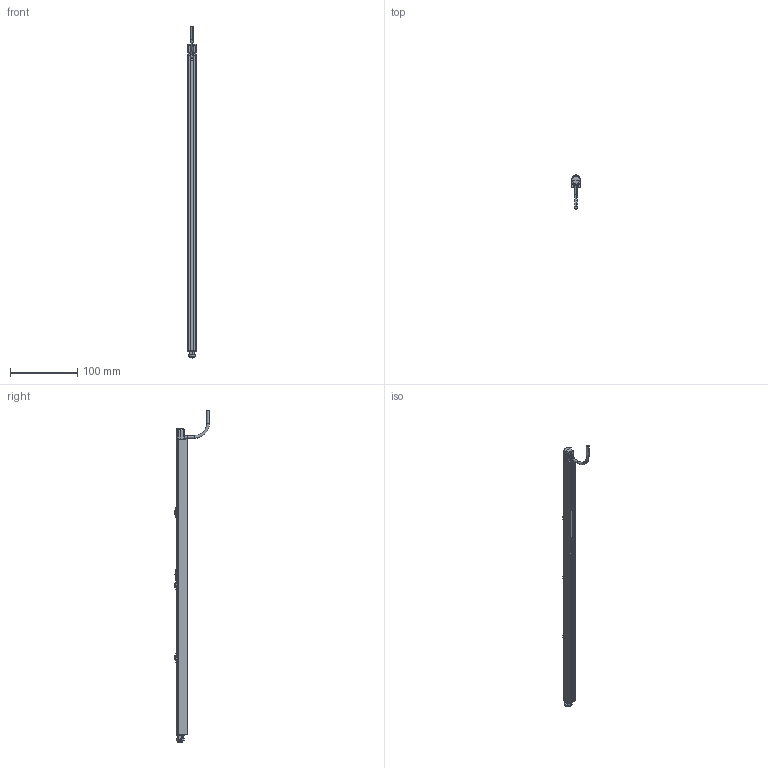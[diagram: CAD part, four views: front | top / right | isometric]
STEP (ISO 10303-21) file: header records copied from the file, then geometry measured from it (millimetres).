
FILE_DESCRIPTION((''),'2;1');
FILE_NAME('232819_SM01_ASM','2022-12-19T16:44:39',('PDMAdmin'),('BANNER ENGINEERING'),'CREO PARAMETRIC BY PTC INC, 2019292','CREO PARAMETRIC BY PTC INC, 2019292','');
FILE_SCHEMA(('CONFIG_CONTROL_DESIGN'));
Products named in the file (3): 232819_EP01; TTR_WEB_CABLE_SNUB; 232819_SM01_ASM
Assembly tree (2 placements, depth 2):
  232819_SM01_ASM
    232819_EP01
    TTR_WEB_CABLE_SNUB
Bounding box: 12 x 51.45 x 493.2 mm (x, y, z)
Volume: 74050.7 mm3; surface area: 34853.5 mm2
Topology: 2 solids, 2 shells, 835 faces, 2271 edges, 1402 vertices
Faces by surface type: plane 295, bspline 280, cylinder 161, cone 45, sphere 18, torus 16, revolution 12, extrusion 8
Entity records: 52012 total; most frequent: CARTESIAN_POINT 33671, ORIENTED_EDGE 4514, DIRECTION 2820, EDGE_CURVE 2257, VERTEX_POINT 1402, B_SPLINE_CURVE_WITH_KNOTS 980, AXIS2_PLACEMENT_3D 963, VECTOR 882
